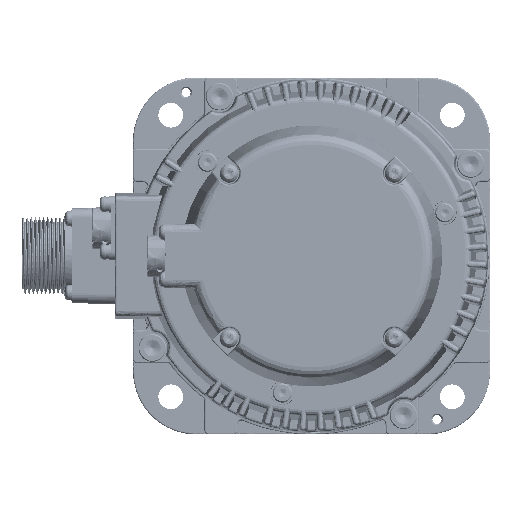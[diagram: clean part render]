
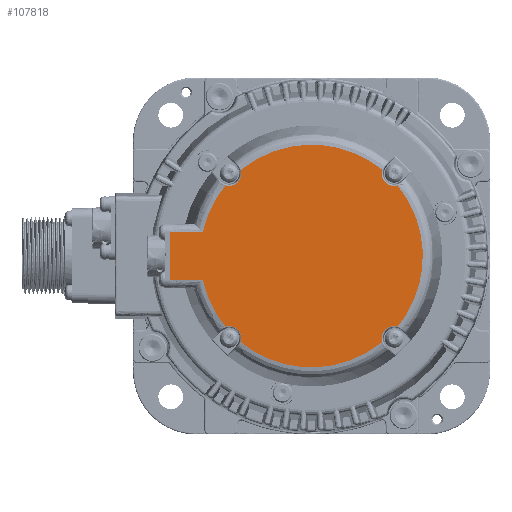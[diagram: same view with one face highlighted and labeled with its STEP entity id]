
A CAD part, left-side view. The second image highlights one B-rep face of the part: STEP entity #107818.
In plain terms, the highlighted free-form (B-spline) face has degree [1, 1] with [2, 2] control points.
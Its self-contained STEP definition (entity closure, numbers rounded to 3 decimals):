
#107463=CARTESIAN_POINT('',(-217.1,51.5,8.67));
#107464=VERTEX_POINT('',#107463);
#107474=CARTESIAN_POINT('',(-217.1,51.5,-8.67));
#107475=VERTEX_POINT('',#107474);
#107482=CARTESIAN_POINT('',(-217.1,51.5,8.67));
#107483=CARTESIAN_POINT('',(-217.1,51.5,-8.67));
#107484=B_SPLINE_CURVE_WITH_KNOTS('',1,(#107482,#107483),.POLYLINE_FORM.,.F.,.U.,(2,2),(0.,1.),.UNSPECIFIED.);
#107485=EDGE_CURVE('',#107464,#107475,#107484,.T.);
#107513=CARTESIAN_POINT('',(-217.1,39.607,8.67));
#107514=VERTEX_POINT('',#107513);
#107515=CARTESIAN_POINT('',(-217.1,51.5,8.67));
#107516=CARTESIAN_POINT('',(-217.1,39.607,8.67));
#107517=B_SPLINE_CURVE_WITH_KNOTS('',1,(#107515,#107516),.POLYLINE_FORM.,.F.,.U.,(2,2),(0.,1.),.UNSPECIFIED.);
#107518=EDGE_CURVE('',#107464,#107514,#107517,.T.);
#107703=CARTESIAN_POINT('',(-217.1,39.607,-8.67));
#107704=VERTEX_POINT('',#107703);
#107715=CARTESIAN_POINT('',(-217.1,39.607,-8.67));
#107716=CARTESIAN_POINT('',(-217.1,51.5,-8.67));
#107717=B_SPLINE_CURVE_WITH_KNOTS('',1,(#107715,#107716),.POLYLINE_FORM.,.F.,.U.,(2,2),(0.,1.),.UNSPECIFIED.);
#107718=EDGE_CURVE('',#107704,#107475,#107717,.T.);
#107730=CARTESIAN_POINT('',(-217.1,51.5,-41.031));
#107731=CARTESIAN_POINT('',(-217.1,51.5,41.031));
#107732=CARTESIAN_POINT('',(-217.1,-41.097,-41.031));
#107733=CARTESIAN_POINT('',(-217.1,-41.097,41.031));
#107734=B_SPLINE_SURFACE_WITH_KNOTS('',1,1,((#107730,#107731),(#107732,#107733)),.PLANE_SURF.,.F.,.F.,.U.,(2,2),(2,2),(0.,1.),(0.,1.),.UNSPECIFIED.);
#107735=CARTESIAN_POINT('',(-217.1,31.349,-25.712));
#107736=VERTEX_POINT('',#107735);
#107737=CARTESIAN_POINT('',(-217.1,31.349,-25.712));
#107738=CARTESIAN_POINT('',(-217.1,37.525,-18.183));
#107739=CARTESIAN_POINT('',(-217.1,39.607,-8.67));
#107740=(BOUNDED_CURVE()B_SPLINE_CURVE(2,(#107737,#107738,#107739),.CIRCULAR_ARC.,.F.,.U.)B_SPLINE_CURVE_WITH_KNOTS((3,3),(0.,1.),.UNSPECIFIED.)CURVE()GEOMETRIC_REPRESENTATION_ITEM()RATIONAL_B_SPLINE_CURVE((1.,0.972,1.))REPRESENTATION_ITEM(''));
#107741=EDGE_CURVE('',#107736,#107704,#107740,.T.);
#107742=ORIENTED_EDGE('',*,*,#107741,.F.);
#107743=CARTESIAN_POINT('',(-217.1,25.712,-31.349));
#107744=VERTEX_POINT('',#107743);
#107745=CARTESIAN_POINT('',(-217.1,25.712,-31.349));
#107746=CARTESIAN_POINT('',(-217.1,24.938,-28.76));
#107747=CARTESIAN_POINT('',(-217.1,26.849,-26.849));
#107748=CARTESIAN_POINT('',(-217.1,28.76,-24.938));
#107749=CARTESIAN_POINT('',(-217.1,31.349,-25.712));
#107750=(BOUNDED_CURVE()B_SPLINE_CURVE(2,(#107745,#107746,#107747,#107748,#107749),.CIRCULAR_ARC.,.F.,.U.)B_SPLINE_CURVE_WITH_KNOTS((3,2,3),(0.,0.5,1.),.UNSPECIFIED.)CURVE()GEOMETRIC_REPRESENTATION_ITEM()RATIONAL_B_SPLINE_CURVE((1.,0.859,1.,0.859,1.))REPRESENTATION_ITEM(''));
#107751=EDGE_CURVE('',#107744,#107736,#107750,.T.);
#107752=ORIENTED_EDGE('',*,*,#107751,.F.);
#107753=CARTESIAN_POINT('',(-217.1,-25.712,-31.349));
#107754=VERTEX_POINT('',#107753);
#107755=CARTESIAN_POINT('',(-217.1,-25.712,-31.349));
#107756=CARTESIAN_POINT('',(-217.1,0.,-52.438));
#107757=CARTESIAN_POINT('',(-217.1,25.712,-31.349));
#107758=(BOUNDED_CURVE()B_SPLINE_CURVE(2,(#107755,#107756,#107757),.CIRCULAR_ARC.,.F.,.U.)B_SPLINE_CURVE_WITH_KNOTS((3,3),(0.,1.),.UNSPECIFIED.)CURVE()GEOMETRIC_REPRESENTATION_ITEM()RATIONAL_B_SPLINE_CURVE((1.,0.773,1.))REPRESENTATION_ITEM(''));
#107759=EDGE_CURVE('',#107754,#107744,#107758,.T.);
#107760=ORIENTED_EDGE('',*,*,#107759,.F.);
#107761=CARTESIAN_POINT('',(-217.1,-31.349,-25.712));
#107762=VERTEX_POINT('',#107761);
#107763=CARTESIAN_POINT('',(-217.1,-31.349,-25.712));
#107764=CARTESIAN_POINT('',(-217.1,-28.76,-24.938));
#107765=CARTESIAN_POINT('',(-217.1,-26.849,-26.849));
#107766=CARTESIAN_POINT('',(-217.1,-24.938,-28.76));
#107767=CARTESIAN_POINT('',(-217.1,-25.712,-31.349));
#107768=(BOUNDED_CURVE()B_SPLINE_CURVE(2,(#107763,#107764,#107765,#107766,#107767),.CIRCULAR_ARC.,.F.,.U.)B_SPLINE_CURVE_WITH_KNOTS((3,2,3),(0.,0.5,1.),.UNSPECIFIED.)CURVE()GEOMETRIC_REPRESENTATION_ITEM()RATIONAL_B_SPLINE_CURVE((1.,0.859,1.,0.859,1.))REPRESENTATION_ITEM(''));
#107769=EDGE_CURVE('',#107762,#107754,#107768,.T.);
#107770=ORIENTED_EDGE('',*,*,#107769,.F.);
#107771=CARTESIAN_POINT('',(-217.1,-31.349,25.712));
#107772=VERTEX_POINT('',#107771);
#107773=CARTESIAN_POINT('',(-217.1,-31.349,25.712));
#107774=CARTESIAN_POINT('',(-217.1,-52.438,0.));
#107775=CARTESIAN_POINT('',(-217.1,-31.349,-25.712));
#107776=(BOUNDED_CURVE()B_SPLINE_CURVE(2,(#107773,#107774,#107775),.CIRCULAR_ARC.,.F.,.U.)B_SPLINE_CURVE_WITH_KNOTS((3,3),(0.,1.),.UNSPECIFIED.)CURVE()GEOMETRIC_REPRESENTATION_ITEM()RATIONAL_B_SPLINE_CURVE((1.,0.773,1.))REPRESENTATION_ITEM(''));
#107777=EDGE_CURVE('',#107772,#107762,#107776,.T.);
#107778=ORIENTED_EDGE('',*,*,#107777,.F.);
#107779=CARTESIAN_POINT('',(-217.1,-25.712,31.349));
#107780=VERTEX_POINT('',#107779);
#107781=CARTESIAN_POINT('',(-217.1,-25.712,31.349));
#107782=CARTESIAN_POINT('',(-217.1,-24.938,28.76));
#107783=CARTESIAN_POINT('',(-217.1,-26.849,26.849));
#107784=CARTESIAN_POINT('',(-217.1,-28.76,24.938));
#107785=CARTESIAN_POINT('',(-217.1,-31.349,25.712));
#107786=(BOUNDED_CURVE()B_SPLINE_CURVE(2,(#107781,#107782,#107783,#107784,#107785),.CIRCULAR_ARC.,.F.,.U.)B_SPLINE_CURVE_WITH_KNOTS((3,2,3),(0.,0.5,1.),.UNSPECIFIED.)CURVE()GEOMETRIC_REPRESENTATION_ITEM()RATIONAL_B_SPLINE_CURVE((1.,0.859,1.,0.859,1.))REPRESENTATION_ITEM(''));
#107787=EDGE_CURVE('',#107780,#107772,#107786,.T.);
#107788=ORIENTED_EDGE('',*,*,#107787,.F.);
#107789=CARTESIAN_POINT('',(-217.1,25.712,31.349));
#107790=VERTEX_POINT('',#107789);
#107791=CARTESIAN_POINT('',(-217.1,25.712,31.349));
#107792=CARTESIAN_POINT('',(-217.1,0.,52.438));
#107793=CARTESIAN_POINT('',(-217.1,-25.712,31.349));
#107794=(BOUNDED_CURVE()B_SPLINE_CURVE(2,(#107791,#107792,#107793),.CIRCULAR_ARC.,.F.,.U.)B_SPLINE_CURVE_WITH_KNOTS((3,3),(0.,1.),.UNSPECIFIED.)CURVE()GEOMETRIC_REPRESENTATION_ITEM()RATIONAL_B_SPLINE_CURVE((1.,0.773,1.))REPRESENTATION_ITEM(''));
#107795=EDGE_CURVE('',#107790,#107780,#107794,.T.);
#107796=ORIENTED_EDGE('',*,*,#107795,.F.);
#107797=CARTESIAN_POINT('',(-217.1,31.349,25.712));
#107798=VERTEX_POINT('',#107797);
#107799=CARTESIAN_POINT('',(-217.1,31.349,25.712));
#107800=CARTESIAN_POINT('',(-217.1,28.76,24.938));
#107801=CARTESIAN_POINT('',(-217.1,26.849,26.849));
#107802=CARTESIAN_POINT('',(-217.1,24.938,28.76));
#107803=CARTESIAN_POINT('',(-217.1,25.712,31.349));
#107804=(BOUNDED_CURVE()B_SPLINE_CURVE(2,(#107799,#107800,#107801,#107802,#107803),.CIRCULAR_ARC.,.F.,.U.)B_SPLINE_CURVE_WITH_KNOTS((3,2,3),(0.,0.5,1.),.UNSPECIFIED.)CURVE()GEOMETRIC_REPRESENTATION_ITEM()RATIONAL_B_SPLINE_CURVE((1.,0.859,1.,0.859,1.))REPRESENTATION_ITEM(''));
#107805=EDGE_CURVE('',#107798,#107790,#107804,.T.);
#107806=ORIENTED_EDGE('',*,*,#107805,.F.);
#107807=CARTESIAN_POINT('',(-217.1,39.607,8.67));
#107808=CARTESIAN_POINT('',(-217.1,37.525,18.183));
#107809=CARTESIAN_POINT('',(-217.1,31.349,25.712));
#107810=(BOUNDED_CURVE()B_SPLINE_CURVE(2,(#107807,#107808,#107809),.CIRCULAR_ARC.,.F.,.U.)B_SPLINE_CURVE_WITH_KNOTS((3,3),(0.,1.),.UNSPECIFIED.)CURVE()GEOMETRIC_REPRESENTATION_ITEM()RATIONAL_B_SPLINE_CURVE((1.,0.972,1.))REPRESENTATION_ITEM(''));
#107811=EDGE_CURVE('',#107514,#107798,#107810,.T.);
#107812=ORIENTED_EDGE('',*,*,#107811,.F.);
#107813=ORIENTED_EDGE('',*,*,#107518,.F.);
#107814=ORIENTED_EDGE('',*,*,#107485,.T.);
#107815=ORIENTED_EDGE('',*,*,#107718,.F.);
#107816=EDGE_LOOP('',(#107742,#107752,#107760,#107770,#107778,#107788,#107796,#107806,#107812,#107813,#107814,#107815));
#107817=FACE_OUTER_BOUND('',#107816,.T.);
#107818=ADVANCED_FACE('',(#107817),#107734,.T.);
